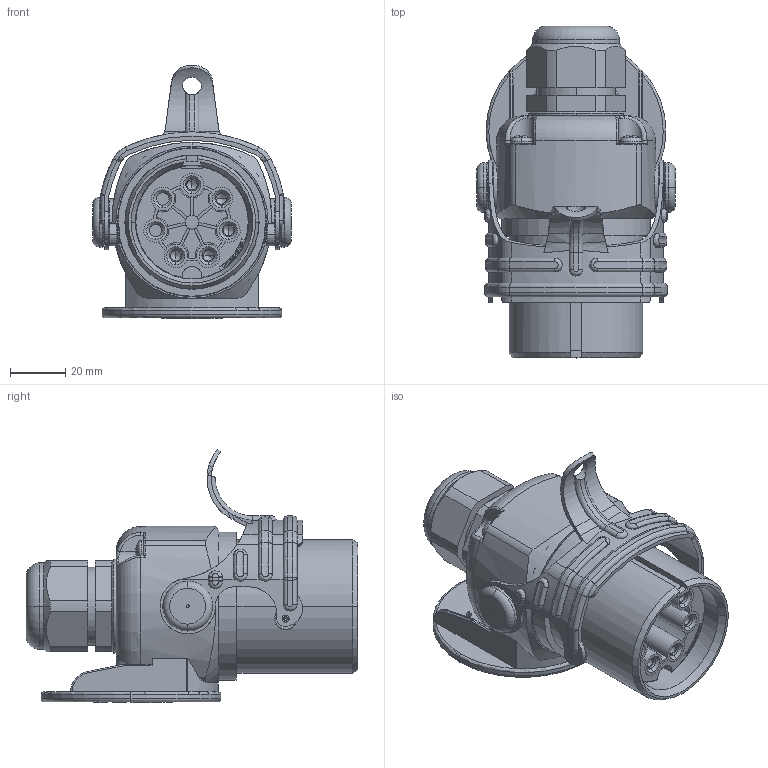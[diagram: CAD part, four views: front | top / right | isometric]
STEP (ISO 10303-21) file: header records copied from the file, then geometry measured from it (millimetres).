
FILE_DESCRIPTION((''),'2;1');
FILE_NAME('T241045_SW0001','2021-04-19T15:29:44',('teru'),(''),'CREO PARAMETRIC BY PTC INC, 2017380','CREO PARAMETRIC BY PTC INC, 2017380','');
FILE_SCHEMA(('CONFIG_CONTROL_DESIGN'));
Length unit declared in the file: millimetre
Products named in the file (1): T241045_SW0001
Bounding box: 71.8 x 119.9 x 91.61 mm (x, y, z)
Volume: 207036 mm3; surface area: 75823.7 mm2
Topology: 4 solids, 13 shells, 2550 faces, 6770 edges, 4336 vertices
Faces by surface type: plane 1659, cylinder 500, cone 134, torus 131, extrusion 64, bspline 42, sphere 20
Entity records: 85356 total; most frequent: CARTESIAN_POINT 22077, ORIENTED_EDGE 13492, DIRECTION 12631, EDGE_CURVE 6746, VECTOR 4819, LINE 4755, VERTEX_POINT 4336, AXIS2_PLACEMENT_3D 3906
